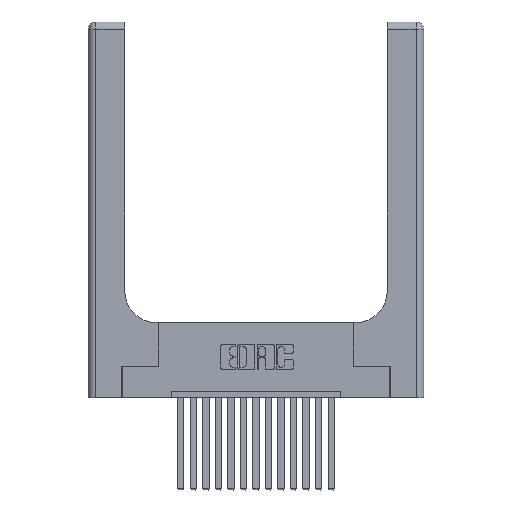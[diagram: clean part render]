
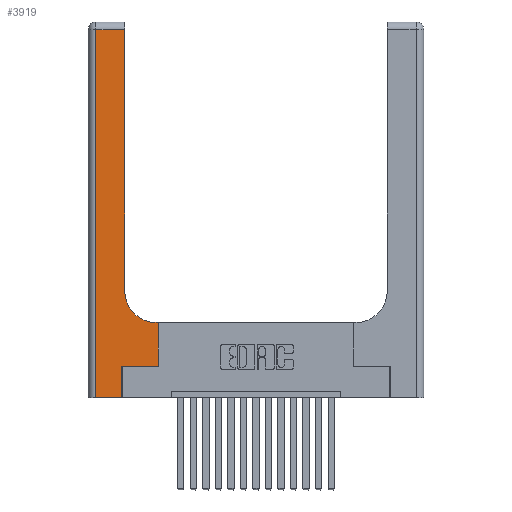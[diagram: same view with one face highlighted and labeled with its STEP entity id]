
A CAD part, top view. The second image highlights one B-rep face of the part: STEP entity #3919.
In plain terms, the highlighted planar face has unit normal (0, 0, 1).
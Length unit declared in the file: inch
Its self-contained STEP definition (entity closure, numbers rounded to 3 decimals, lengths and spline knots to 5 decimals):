
#16 = VERTEX_POINT ( 'NONE', #7130 ) ;
#115 = CARTESIAN_POINT ( 'NONE',  ( 0.269, 0.25, 0.37 ) ) ;
#352 = VERTEX_POINT ( 'NONE', #18087 ) ;
#393 = LINE ( 'NONE', #3378, #7114 ) ;
#629 = EDGE_CURVE ( 'NONE', #16, #16389, #15343, .T. ) ;
#698 = ORIENTED_EDGE ( 'NONE', *, *, #15788, .T. ) ;
#789 = ORIENTED_EDGE ( 'NONE', *, *, #5392, .T. ) ;
#1434 = ORIENTED_EDGE ( 'NONE', *, *, #629, .T. ) ;
#1439 = EDGE_LOOP ( 'NONE', ( #10838, #698, #789, #8684, #6228, #11430, #15743, #8854, #1434 ) ) ;
#1490 = VERTEX_POINT ( 'NONE', #115 ) ;
#1545 = DIRECTION ( 'NONE',  ( -1., 0., 0. ) ) ;
#1619 = DIRECTION ( 'NONE',  ( 0., 1., 0. ) ) ;
#1825 = CARTESIAN_POINT ( 'NONE',  ( 0.5415, 0.85, 0.37 ) ) ;
#2515 = VECTOR ( 'NONE', #16946, 39.37008 ) ;
#2867 = EDGE_CURVE ( 'NONE', #16389, #11085, #12224, .T. ) ;
#3049 = CARTESIAN_POINT ( 'NONE',  ( 0.269, 0.25, 0.37 ) ) ;
#3378 = CARTESIAN_POINT ( 'NONE',  ( 0., 0., 0.37 ) ) ;
#3435 = DIRECTION ( 'NONE',  ( 0., -1., 0. ) ) ;
#3511 = DIRECTION ( 'NONE',  ( 1., 0., 0. ) ) ;
#3919 = ADVANCED_FACE ( 'NONE', ( #16049 ), #12594, .F. ) ;
#4155 = CARTESIAN_POINT ( 'NONE',  ( 0.2915, 0.85, 0.37 ) ) ;
#4504 = EDGE_CURVE ( 'NONE', #352, #1490, #15542, .T. ) ;
#4513 = VECTOR ( 'NONE', #3435, 39.37008 ) ;
#4790 = CARTESIAN_POINT ( 'NONE',  ( 0.5585, 0.25, 0.37 ) ) ;
#5080 = VECTOR ( 'NONE', #8618, 39.37008 ) ;
#5351 = VERTEX_POINT ( 'NONE', #16384 ) ;
#5392 = EDGE_CURVE ( 'NONE', #18014, #15765, #7207, .T. ) ;
#5530 = CARTESIAN_POINT ( 'NONE',  ( 0.269, 0., 0.37 ) ) ;
#5630 = AXIS2_PLACEMENT_3D ( 'NONE', #15330, #18321, #6640 ) ;
#6126 = DIRECTION ( 'NONE',  ( 0., 0., -1. ) ) ;
#6228 = ORIENTED_EDGE ( 'NONE', *, *, #4504, .T. ) ;
#6303 = CARTESIAN_POINT ( 'NONE',  ( 0.06, 3., 0.37 ) ) ;
#6640 = DIRECTION ( 'NONE',  ( -1., 0., 0. ) ) ;
#6845 = LINE ( 'NONE', #4790, #14267 ) ;
#7114 = VECTOR ( 'NONE', #3511, 39.37008 ) ;
#7130 = CARTESIAN_POINT ( 'NONE',  ( 0.5415, 0.6, 0.37 ) ) ;
#7207 = LINE ( 'NONE', #6303, #4513 ) ;
#7306 = VECTOR ( 'NONE', #17404, 39.37008 ) ;
#7428 = EDGE_CURVE ( 'NONE', #15765, #352, #393, .T. ) ;
#8618 = DIRECTION ( 'NONE',  ( 1., 0., 0. ) ) ;
#8684 = ORIENTED_EDGE ( 'NONE', *, *, #7428, .T. ) ;
#8854 = ORIENTED_EDGE ( 'NONE', *, *, #15307, .T. ) ;
#8880 = CARTESIAN_POINT ( 'NONE',  ( 0., 2.94, 0.37 ) ) ;
#9141 = LINE ( 'NONE', #8880, #7306 ) ;
#10428 = DIRECTION ( 'NONE',  ( 1., 0., 0. ) ) ;
#10838 = ORIENTED_EDGE ( 'NONE', *, *, #2867, .T. ) ;
#11040 = DIRECTION ( 'NONE',  ( 0., 1., 0. ) ) ;
#11085 = VERTEX_POINT ( 'NONE', #18466 ) ;
#11133 = CARTESIAN_POINT ( 'NONE',  ( 0.2915, 3., 0.37 ) ) ;
#11423 = CARTESIAN_POINT ( 'NONE',  ( 0.5585, 0.25, 0.37 ) ) ;
#11430 = ORIENTED_EDGE ( 'NONE', *, *, #15938, .T. ) ;
#12224 = LINE ( 'NONE', #11133, #17689 ) ;
#12594 = PLANE ( 'NONE',  #5630 ) ;
#12716 = VECTOR ( 'NONE', #1545, 39.37008 ) ;
#13168 = LINE ( 'NONE', #3049, #5080 ) ;
#13735 = EDGE_CURVE ( 'NONE', #18606, #5351, #6845, .T. ) ;
#14084 = CARTESIAN_POINT ( 'NONE',  ( 0.06, 0., 0.37 ) ) ;
#14267 = VECTOR ( 'NONE', #11040, 39.37008 ) ;
#14346 = CARTESIAN_POINT ( 'NONE',  ( 0.2915, 0.6, 0.37 ) ) ;
#15307 = EDGE_CURVE ( 'NONE', #5351, #16, #17986, .T. ) ;
#15330 = CARTESIAN_POINT ( 'NONE',  ( 0., 3., 0.37 ) ) ;
#15343 = CIRCLE ( 'NONE', #16725, 0.25 ) ;
#15542 = LINE ( 'NONE', #5530, #2515 ) ;
#15743 = ORIENTED_EDGE ( 'NONE', *, *, #13735, .T. ) ;
#15765 = VERTEX_POINT ( 'NONE', #14084 ) ;
#15788 = EDGE_CURVE ( 'NONE', #11085, #18014, #9141, .T. ) ;
#15938 = EDGE_CURVE ( 'NONE', #1490, #18606, #13168, .T. ) ;
#16049 = FACE_OUTER_BOUND ( 'NONE', #1439, .T. ) ;
#16384 = CARTESIAN_POINT ( 'NONE',  ( 0.5585, 0.6, 0.37 ) ) ;
#16389 = VERTEX_POINT ( 'NONE', #4155 ) ;
#16725 = AXIS2_PLACEMENT_3D ( 'NONE', #1825, #6126, #10428 ) ;
#16946 = DIRECTION ( 'NONE',  ( 0., 1., 0. ) ) ;
#17224 = CARTESIAN_POINT ( 'NONE',  ( 0.06, 2.94, 0.37 ) ) ;
#17404 = DIRECTION ( 'NONE',  ( -1., 0., 0. ) ) ;
#17689 = VECTOR ( 'NONE', #1619, 39.37008 ) ;
#17986 = LINE ( 'NONE', #14346, #12716 ) ;
#18014 = VERTEX_POINT ( 'NONE', #17224 ) ;
#18087 = CARTESIAN_POINT ( 'NONE',  ( 0.269, 0., 0.37 ) ) ;
#18321 = DIRECTION ( 'NONE',  ( 0., 0., -1. ) ) ;
#18466 = CARTESIAN_POINT ( 'NONE',  ( 0.2915, 2.94, 0.37 ) ) ;
#18606 = VERTEX_POINT ( 'NONE', #11423 ) ;
